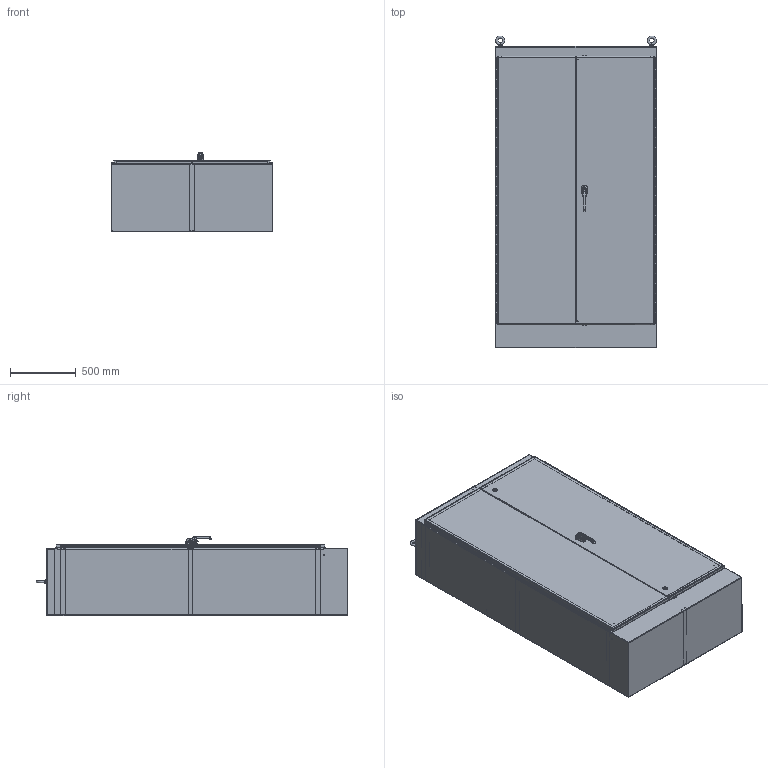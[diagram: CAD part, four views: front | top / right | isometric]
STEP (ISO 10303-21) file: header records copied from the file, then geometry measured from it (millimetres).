
FILE_DESCRIPTION(/* description */ ('ENCL,N12,FSD,2D,90X48X20'),/* implementation_level */ '2;1');
FILE_NAME(/* name */ 'WA904820FSD.stp',/* time_stamp */ '2020-11-17T09:54:37-06:00',/* author */ ('KA'),/* organization */ (''),/* preprocessor_version */ 'ST-DEVELOPER v18.1',/* originating_system */ 'Autodesk Inventor 2020',/* authorisation */ '');
FILE_SCHEMA (('AUTOMOTIVE_DESIGN { 1 0 10303 214 3 1 1 }'));
Products named in the file (48): WA904820FSD; HFW3025; 316298; 349132; 12017; HFW328186; HFW328186_1; HFW328186T; HFW328186L; HFW328186P; WA904820FSDBLS; 3062; WA90FSDSTRIPGSKT; HFW352004; 35211; WA9048FSDLDR; WA9048FSDSDR; LARGE_DOOR_ROD_ASSM-37031; HFW31712; 1091-903_AF0; 1091-903_AF0_1; 1091-903_AF0_2; PLASTIC-ROLLER-CAM_AF0_ASM; PLASTIC-ROLLER-CAM_AF1; 7379-M6-8X25_AF0; LOCK-NUT_AF0; SUPPORT-ROLL_AF0; 1091-BR11_AF0; 37031; ANSI B18.6.3 - 3/8-16 UNC - 1.75; HFW3762; 31215; 3862; 32450; WA9048FSDFIP; WA9020FSDRS; WA4820FSDTOP; WA4820FSDBTM; FUN00102; HFW312002 ...
Assembly tree (77 placements, depth 5):
  WA904820FSD
    FUN00102  x8
    HFW3025  x2
    316298  x2
    349132  x2
    12017  x2
    HFW328186
      HFW328186T
      HFW328186L
      HFW328186P
    HFW328186_1
      HFW328186T
      HFW328186L
      HFW328186P
    WA904820FSDBLS
    3062  x2
    38846  x6
    WA90FSDSTRIPGSKT
    WA9048FSDFIP  x2
    HFW352004  x2
    35211
    WA9048FSDLDR
    WA9048FSDSDR
    LARGE_DOOR_ROD_ASSM-37031
      HFW31712
        1091-903_AF0
          1091-903_AF0_1
          1091-903_AF0_2
        PLASTIC-ROLLER-CAM_AF0_ASM
          PLASTIC-ROLLER-CAM_AF1
          7379-M6-8X25_AF0
          LOCK-NUT_AF0
        SUPPORT-ROLL_AF0
        1091-BR11_AF0
      37031  x2
      ANSI B18.6.3 - 3/8-16 UNC - 1.75  x2
      HFW3762  x4
      31215  x2
      3862  x2
    32450
    WA9020FSDRS
    WA4820FSDTOP
    WA4820FSDBTM
    HFW312002  x2
      CP10184202R01_Standard
        CP10184202R01_Deep Recess
        CP10184202R03 MODIFY
      CP10184202R02
      CP10184202R04
        _22030_0932_Spring_Plunger__1_b_2
        _22030_0932_Spring_Plunger__1_a_4
Bounding box: 1222.38 x 2368.46 x 600.05 mm (x, y, z)
Volume: 36919759.2 mm3; surface area: 22043707.1 mm2
Topology: 71 solids, 1552 shells, 4429 faces, 14685 edges, 11712 vertices
Faces by surface type: plane 1951, cylinder 1381, bspline 512, torus 300, cone 157, sphere 128
Full cylindrical faces by diameter (mm): 1.5 x2, 3.048 x2, 3.5 x2, 3.607 x2, 3.9 x1, 4.2 x2, 4.5 x2, 4.773 x2, 5 x5, 5.16 x20, 6 x3, 6.128 x2, 6.172 x2, 6.35 x14, 6.41 x2, 6.535 x16, 7.112 x3, 7.144 x2, 7.938 x2, 8 x1, 8.153 x2, 8.2 x1, 8.56 x6, 8.7 x2, 9.525 x18, 10 x2, 10.16 x4, 12 x4, 12.7 x2, 13 x1
Entity records: 201927 total; most frequent: CARTESIAN_POINT 103019, DIRECTION 18429, ORIENTED_EDGE 15156, EDGE_CURVE 10950, VERTEX_POINT 9377, AXIS2_PLACEMENT_3D 6488, LINE 5453, VECTOR 5453
